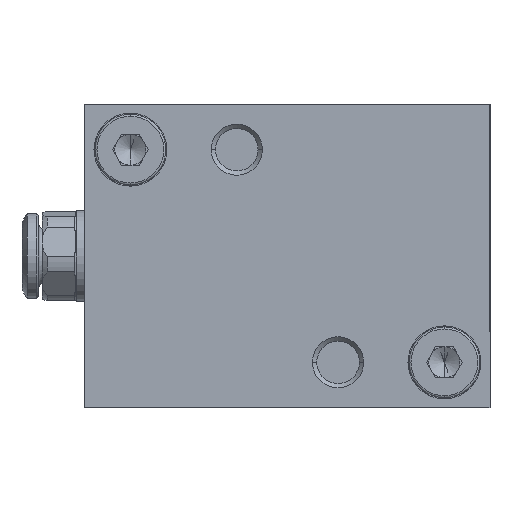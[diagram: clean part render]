
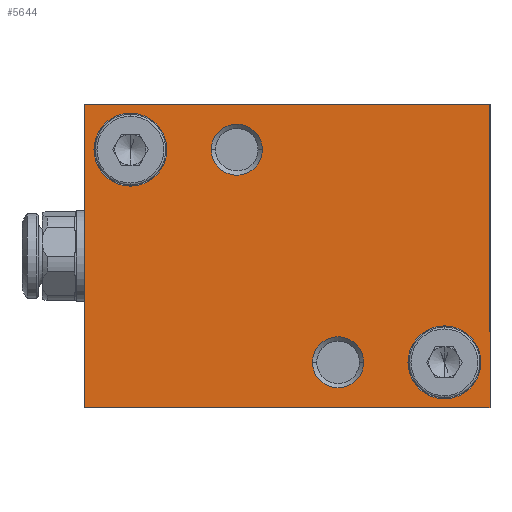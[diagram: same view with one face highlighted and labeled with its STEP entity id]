
A CAD part, left-side view. The second image highlights one B-rep face of the part: STEP entity #5644.
In plain terms, the highlighted planar face has unit normal (-1, 0, 0).
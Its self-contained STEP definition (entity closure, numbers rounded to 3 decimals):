
#9 = VERTEX_POINT ( 'NONE', #3500 ) ;
#36 = VERTEX_POINT ( 'NONE', #5223 ) ;
#68 = CARTESIAN_POINT ( 'NONE',  ( -25., 35.5, 25.5 ) ) ;
#462 = DIRECTION ( 'NONE',  ( -1., 0., 0. ) ) ;
#485 = AXIS2_PLACEMENT_3D ( 'NONE', #6929, #1441, #6899 ) ;
#550 = EDGE_CURVE ( 'NONE', #5377, #9886, #2302, .T. ) ;
#577 = ORIENTED_EDGE ( 'NONE', *, *, #8516, .F. ) ;
#743 = AXIS2_PLACEMENT_3D ( 'NONE', #3931, #4706, #3033 ) ;
#749 = AXIS2_PLACEMENT_3D ( 'NONE', #1118, #462, #8242 ) ;
#768 = CIRCLE ( 'NONE', #8599, 3.6 ) ;
#883 = CARTESIAN_POINT ( 'NONE',  ( -25., 25., 25.5 ) ) ;
#892 = ORIENTED_EDGE ( 'NONE', *, *, #6418, .F. ) ;
#957 = DIRECTION ( 'NONE',  ( -1., 0., 0. ) ) ;
#981 = CIRCLE ( 'NONE', #743, 2.525 ) ;
#1035 = CARTESIAN_POINT ( 'NONE',  ( -25., 8.1, 4.5 ) ) ;
#1118 = CARTESIAN_POINT ( 'NONE',  ( -25., 15., 4.5 ) ) ;
#1238 = VERTEX_POINT ( 'NONE', #6142 ) ;
#1263 = EDGE_CURVE ( 'NONE', #8881, #2549, #6003, .T. ) ;
#1299 = DIRECTION ( 'NONE',  ( -1., 0., 0. ) ) ;
#1328 = FACE_BOUND ( 'NONE', #9950, .T. ) ;
#1359 = DIRECTION ( 'NONE',  ( -1., 0., 0. ) ) ;
#1441 = DIRECTION ( 'NONE',  ( -1., 0., 0. ) ) ;
#1700 = DIRECTION ( 'NONE',  ( 0., -1., 0. ) ) ;
#1793 = CARTESIAN_POINT ( 'NONE',  ( -25., 40., 0. ) ) ;
#1869 = CARTESIAN_POINT ( 'NONE',  ( -25., 40., 30. ) ) ;
#1990 = EDGE_LOOP ( 'NONE', ( #577, #6946 ) ) ;
#2302 = CIRCLE ( 'NONE', #9486, 3.6 ) ;
#2310 = VERTEX_POINT ( 'NONE', #9136 ) ;
#2430 = ORIENTED_EDGE ( 'NONE', *, *, #7460, .F. ) ;
#2444 = DIRECTION ( 'NONE',  ( 0., 0., 1. ) ) ;
#2517 = CARTESIAN_POINT ( 'NONE',  ( -25., 12.475, 4.5 ) ) ;
#2549 = VERTEX_POINT ( 'NONE', #6311 ) ;
#2762 = VERTEX_POINT ( 'NONE', #5815 ) ;
#2782 = EDGE_CURVE ( 'NONE', #10095, #9, #5907, .T. ) ;
#2853 = VECTOR ( 'NONE', #6583, 1000. ) ;
#2929 = EDGE_LOOP ( 'NONE', ( #2430, #7082 ) ) ;
#2973 = DIRECTION ( 'NONE',  ( 0., -1., 0. ) ) ;
#2995 = AXIS2_PLACEMENT_3D ( 'NONE', #10067, #5417, #7726 ) ;
#3033 = DIRECTION ( 'NONE',  ( 0., -1., 0. ) ) ;
#3066 = EDGE_LOOP ( 'NONE', ( #5403, #8689, #4314, #3805 ) ) ;
#3223 = ORIENTED_EDGE ( 'NONE', *, *, #5087, .F. ) ;
#3248 = VECTOR ( 'NONE', #2444, 1000. ) ;
#3260 = DIRECTION ( 'NONE',  ( -1., 0., 0. ) ) ;
#3481 = CIRCLE ( 'NONE', #2995, 2.525 ) ;
#3500 = CARTESIAN_POINT ( 'NONE',  ( -25., 0., 30. ) ) ;
#3686 = AXIS2_PLACEMENT_3D ( 'NONE', #68, #3260, #4094 ) ;
#3805 = ORIENTED_EDGE ( 'NONE', *, *, #9781, .T. ) ;
#3931 = CARTESIAN_POINT ( 'NONE',  ( -25., 25., 25.5 ) ) ;
#4094 = DIRECTION ( 'NONE',  ( 0., -1., 0. ) ) ;
#4132 = AXIS2_PLACEMENT_3D ( 'NONE', #1793, #7327, #6439 ) ;
#4179 = FACE_BOUND ( 'NONE', #2929, .T. ) ;
#4314 = ORIENTED_EDGE ( 'NONE', *, *, #5409, .F. ) ;
#4335 = ORIENTED_EDGE ( 'NONE', *, *, #1263, .F. ) ;
#4415 = ORIENTED_EDGE ( 'NONE', *, *, #550, .F. ) ;
#4429 = FACE_BOUND ( 'NONE', #7398, .T. ) ;
#4706 = DIRECTION ( 'NONE',  ( -1., 0., 0. ) ) ;
#4763 = FACE_BOUND ( 'NONE', #1990, .T. ) ;
#5087 = EDGE_CURVE ( 'NONE', #2549, #8881, #768, .T. ) ;
#5218 = CARTESIAN_POINT ( 'NONE',  ( -25., 4.5, 4.5 ) ) ;
#5223 = CARTESIAN_POINT ( 'NONE',  ( -25., 40., 0. ) ) ;
#5319 = LINE ( 'NONE', #5438, #3248 ) ;
#5377 = VERTEX_POINT ( 'NONE', #8801 ) ;
#5403 = ORIENTED_EDGE ( 'NONE', *, *, #8648, .T. ) ;
#5409 = EDGE_CURVE ( 'NONE', #36, #10095, #5319, .T. ) ;
#5417 = DIRECTION ( 'NONE',  ( -1., 0., 0. ) ) ;
#5438 = CARTESIAN_POINT ( 'NONE',  ( -25., 40., 0. ) ) ;
#5514 = VERTEX_POINT ( 'NONE', #2517 ) ;
#5644 = ADVANCED_FACE ( 'NONE', ( #4763, #4179, #4429, #1328, #7655 ), #8077, .F. ) ;
#5685 = LINE ( 'NONE', #7547, #8345 ) ;
#5742 = EDGE_CURVE ( 'NONE', #2310, #5514, #6219, .T. ) ;
#5815 = CARTESIAN_POINT ( 'NONE',  ( -25., 27.525, 25.5 ) ) ;
#5907 = LINE ( 'NONE', #1869, #2853 ) ;
#5966 = VERTEX_POINT ( 'NONE', #7908 ) ;
#6003 = CIRCLE ( 'NONE', #485, 3.6 ) ;
#6096 = CIRCLE ( 'NONE', #3686, 3.6 ) ;
#6142 = CARTESIAN_POINT ( 'NONE',  ( -25., 22.475, 25.5 ) ) ;
#6219 = CIRCLE ( 'NONE', #749, 2.525 ) ;
#6311 = CARTESIAN_POINT ( 'NONE',  ( -25., 0.9, 4.5 ) ) ;
#6418 = EDGE_CURVE ( 'NONE', #9886, #5377, #6096, .T. ) ;
#6439 = DIRECTION ( 'NONE',  ( 0., 1., 0. ) ) ;
#6583 = DIRECTION ( 'NONE',  ( 0., -1., 0. ) ) ;
#6759 = DIRECTION ( 'NONE',  ( 0., -1., 0. ) ) ;
#6899 = DIRECTION ( 'NONE',  ( 0., -1., 0. ) ) ;
#6929 = CARTESIAN_POINT ( 'NONE',  ( -25., 4.5, 4.5 ) ) ;
#6946 = ORIENTED_EDGE ( 'NONE', *, *, #8656, .F. ) ;
#7082 = ORIENTED_EDGE ( 'NONE', *, *, #5742, .F. ) ;
#7195 = DIRECTION ( 'NONE',  ( 0., 0., 1. ) ) ;
#7327 = DIRECTION ( 'NONE',  ( 1., 0., 0. ) ) ;
#7398 = EDGE_LOOP ( 'NONE', ( #4415, #892 ) ) ;
#7460 = EDGE_CURVE ( 'NONE', #5514, #2310, #3481, .T. ) ;
#7547 = CARTESIAN_POINT ( 'NONE',  ( -25., 40., 0. ) ) ;
#7655 = FACE_OUTER_BOUND ( 'NONE', #3066, .T. ) ;
#7677 = VECTOR ( 'NONE', #7195, 1000. ) ;
#7726 = DIRECTION ( 'NONE',  ( 0., -1., 0. ) ) ;
#7787 = LINE ( 'NONE', #9421, #7677 ) ;
#7908 = CARTESIAN_POINT ( 'NONE',  ( -25., 0., 0. ) ) ;
#8077 = PLANE ( 'NONE',  #4132 ) ;
#8242 = DIRECTION ( 'NONE',  ( 0., -1., 0. ) ) ;
#8298 = CIRCLE ( 'NONE', #10038, 2.525 ) ;
#8345 = VECTOR ( 'NONE', #2973, 1000. ) ;
#8437 = CARTESIAN_POINT ( 'NONE',  ( -25., 39.1, 25.5 ) ) ;
#8505 = CARTESIAN_POINT ( 'NONE',  ( -25., 40., 30. ) ) ;
#8516 = EDGE_CURVE ( 'NONE', #1238, #2762, #981, .T. ) ;
#8599 = AXIS2_PLACEMENT_3D ( 'NONE', #5218, #1299, #6759 ) ;
#8648 = EDGE_CURVE ( 'NONE', #5966, #9, #7787, .T. ) ;
#8656 = EDGE_CURVE ( 'NONE', #2762, #1238, #8298, .T. ) ;
#8689 = ORIENTED_EDGE ( 'NONE', *, *, #2782, .F. ) ;
#8801 = CARTESIAN_POINT ( 'NONE',  ( -25., 31.9, 25.5 ) ) ;
#8881 = VERTEX_POINT ( 'NONE', #1035 ) ;
#9136 = CARTESIAN_POINT ( 'NONE',  ( -25., 17.525, 4.5 ) ) ;
#9143 = CARTESIAN_POINT ( 'NONE',  ( -25., 35.5, 25.5 ) ) ;
#9421 = CARTESIAN_POINT ( 'NONE',  ( -25., 0., 0. ) ) ;
#9486 = AXIS2_PLACEMENT_3D ( 'NONE', #9143, #1359, #9867 ) ;
#9781 = EDGE_CURVE ( 'NONE', #36, #5966, #5685, .T. ) ;
#9867 = DIRECTION ( 'NONE',  ( 0., -1., 0. ) ) ;
#9886 = VERTEX_POINT ( 'NONE', #8437 ) ;
#9950 = EDGE_LOOP ( 'NONE', ( #3223, #4335 ) ) ;
#10038 = AXIS2_PLACEMENT_3D ( 'NONE', #883, #957, #1700 ) ;
#10067 = CARTESIAN_POINT ( 'NONE',  ( -25., 15., 4.5 ) ) ;
#10095 = VERTEX_POINT ( 'NONE', #8505 ) ;
